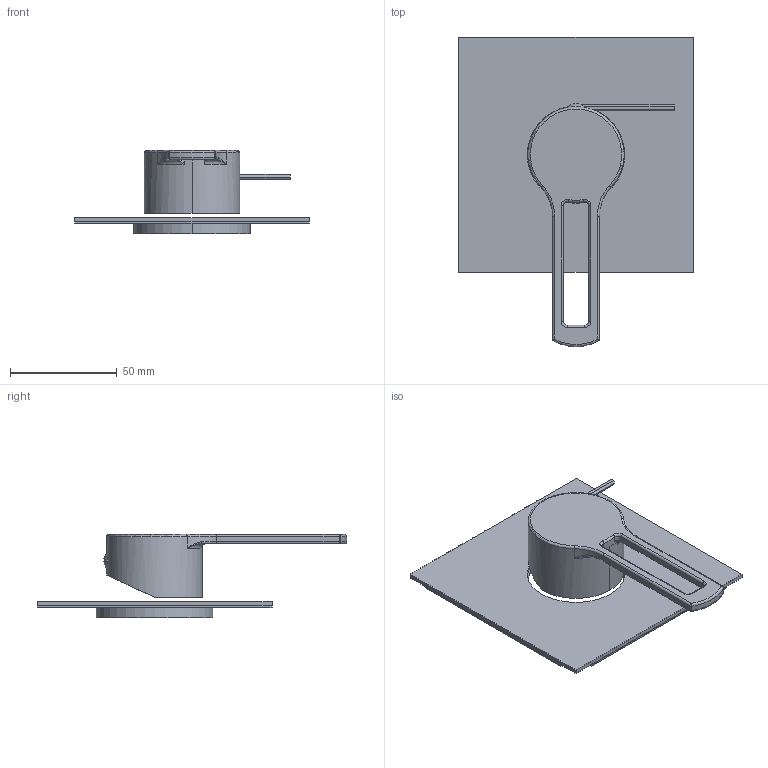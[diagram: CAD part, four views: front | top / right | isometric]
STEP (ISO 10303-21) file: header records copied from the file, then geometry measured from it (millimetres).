
FILE_DESCRIPTION((''),'2;1');
FILE_NAME('RIN010CR-MEST_ASM','2021-02-02T08:55:14',('stefano.gianpani'),('PAFFONI SpA'),'CREO PARAMETRIC BY PTC INC, 2020044','CREO PARAMETRIC BY PTC INC, 2020044','');
FILE_SCHEMA(('CONFIG_CONTROL_DESIGN','SHAPE_APPEARANCE_LAYERS_GROUPS'));
Length unit declared in the file: millimetre
Products named in the file (9): 4061200CR; 592305004A2; TCF0691105CR; CHBR25; 8001128_ASM; 4061170CRI; 2092467_AF0; 2091415; RIN010CR-MEST_ASM
Assembly tree (11 placements, depth 3):
  RIN010CR-MEST_ASM
    4061200CR
    8001128_ASM
      592305004A2
      TCF0691105CR
      CHBR25
    4061170CRI
    2092467_AF0
    2091415  x4
Bounding box: 110 x 145 x 39 mm (x, y, z)
Volume: 44394.8 mm3; surface area: 48347.2 mm2
Topology: 10 solids, 12 shells, 269 faces, 607 edges, 360 vertices
Faces by surface type: plane 97, cylinder 67, torus 40, bspline 22, sphere 22, cone 21
Entity records: 10346 total; most frequent: CARTESIAN_POINT 2701, DIRECTION 1281, ORIENTED_EDGE 1130, PRESENTATION_STYLE_ASSIGNMENT 578, STYLED_ITEM 578, CURVE_STYLE 569, EDGE_CURVE 569, AXIS2_PLACEMENT_3D 523
